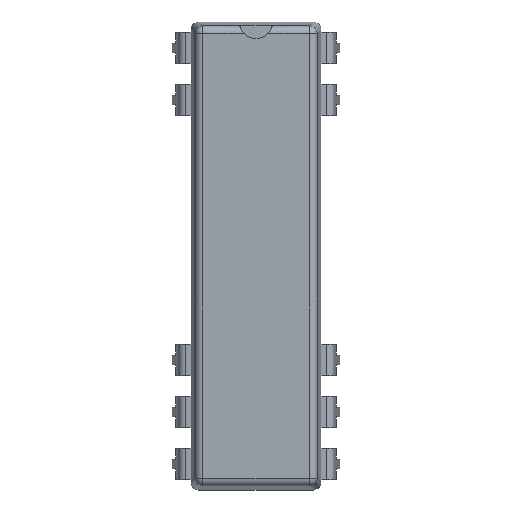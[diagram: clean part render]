
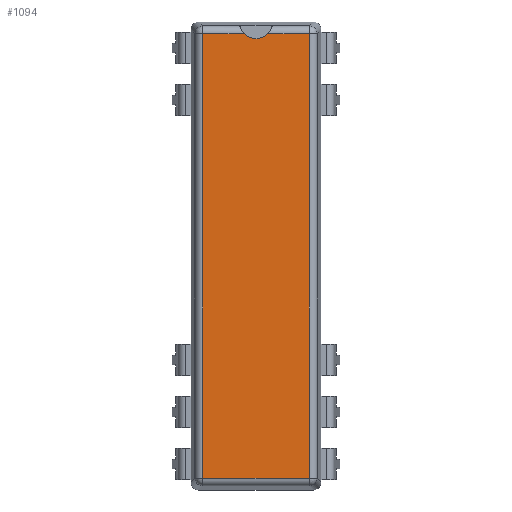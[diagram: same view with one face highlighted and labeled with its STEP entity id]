
A CAD part, top view. The second image highlights one B-rep face of the part: STEP entity #1094.
In plain terms, the highlighted face is planar.
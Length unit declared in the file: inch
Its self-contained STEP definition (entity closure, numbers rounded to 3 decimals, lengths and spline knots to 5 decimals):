
#111=CARTESIAN_POINT('',(0.,0.0775,-0.45));
#112=DIRECTION('',(0.,1.,0.));
#113=DIRECTION('',(-0.71,0.,0.704));
#114=AXIS2_PLACEMENT_3D('',#111,#112,#113);
#119=DIRECTION('',(-1.,0.,0.));
#120=VECTOR('',#119,0.07975);
#121=CARTESIAN_POINT('',(0.10247,0.0775,-0.42747));
#122=LINE('',#121,#120);
#350=DIRECTION('',(0.,0.,1.));
#351=VECTOR('',#350,0.85495);
#352=CARTESIAN_POINT('',(-0.10247,0.0775,-0.42747));
#353=LINE('',#352,#351);
#423=DIRECTION('',(1.,0.,0.));
#424=VECTOR('',#423,0.20495);
#425=CARTESIAN_POINT('',(-0.10247,0.0775,0.42747));
#426=LINE('',#425,#424);
#461=DIRECTION('',(0.,0.,-1.));
#462=VECTOR('',#461,0.85495);
#463=CARTESIAN_POINT('',(0.10247,0.0775,0.42747));
#464=LINE('',#463,#462);
#834=DIRECTION('',(-1.,0.,0.));
#835=VECTOR('',#834,0.07975);
#836=CARTESIAN_POINT('',(-0.02273,0.0775,-0.42747));
#837=LINE('',#836,#835);
#873=CARTESIAN_POINT('',(-0.10247,0.0775,-0.42747));
#874=CARTESIAN_POINT('',(-0.10247,0.0775,0.42747));
#875=VERTEX_POINT('',#873);
#876=VERTEX_POINT('',#874);
#881=CARTESIAN_POINT('',(0.10247,0.0775,0.42747));
#882=CARTESIAN_POINT('',(0.10247,0.0775,-0.42747));
#883=VERTEX_POINT('',#881);
#884=VERTEX_POINT('',#882);
#985=CARTESIAN_POINT('',(-0.02273,0.0775,-0.42747));
#986=VERTEX_POINT('',#985);
#989=CARTESIAN_POINT('',(0.02273,0.0775,-0.42747));
#990=VERTEX_POINT('',#989);
#1076=CARTESIAN_POINT('',(0.,0.0775,0.));
#1077=DIRECTION('',(0.,1.,0.));
#1078=DIRECTION('',(1.,0.,0.));
#1079=AXIS2_PLACEMENT_3D('',#1076,#1077,#1078);
#1080=PLANE('',#1079);
#1081=ORIENTED_EDGE('',*,*,#1063,.T.);
#1083=ORIENTED_EDGE('',*,*,#1082,.F.);
#1085=ORIENTED_EDGE('',*,*,#1084,.F.);
#1087=ORIENTED_EDGE('',*,*,#1086,.F.);
#1089=ORIENTED_EDGE('',*,*,#1088,.F.);
#1091=ORIENTED_EDGE('',*,*,#1090,.F.);
#1092=EDGE_LOOP('',(#1081,#1083,#1085,#1087,#1089,#1091));
#1093=FACE_OUTER_BOUND('',#1092,.F.);
#1094=ADVANCED_FACE('',(#1093),#1080,.T.);
#115=CIRCLE('',#114,0.032);
#1063=EDGE_CURVE('',#986,#990,#115,.T.);
#1082=EDGE_CURVE('',#884,#990,#122,.T.);
#1084=EDGE_CURVE('',#883,#884,#464,.T.);
#1086=EDGE_CURVE('',#876,#883,#426,.T.);
#1088=EDGE_CURVE('',#875,#876,#353,.T.);
#1090=EDGE_CURVE('',#986,#875,#837,.T.);
